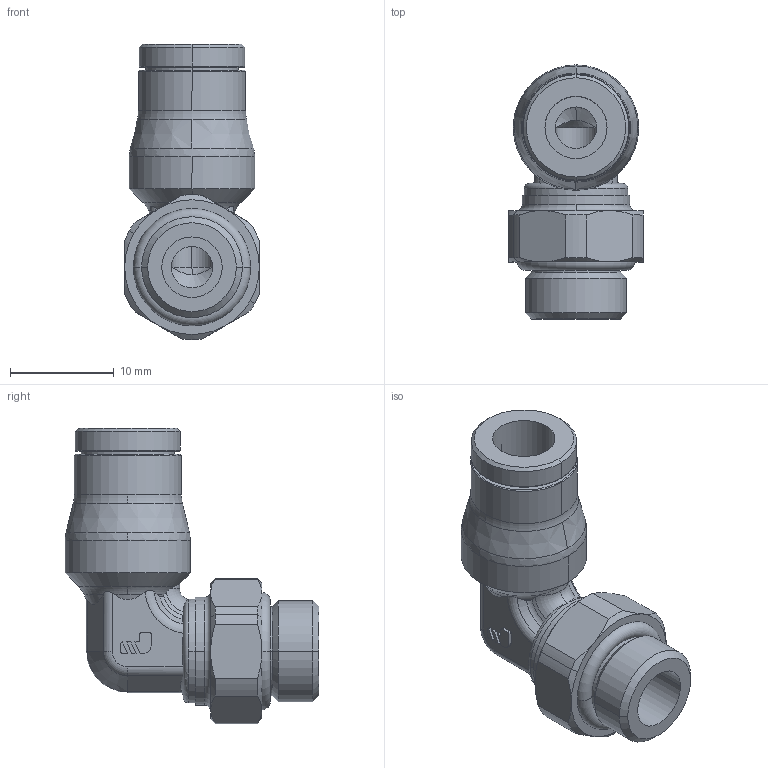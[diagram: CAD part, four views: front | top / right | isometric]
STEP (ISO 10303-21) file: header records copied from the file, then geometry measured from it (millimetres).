
FILE_DESCRIPTION(('STEP AP214'),'1');
FILE_NAME('3699_06_10.stp','2016-07-07T14:16:57',('TraceParts'),('TraceParts S.A.'),'Spatial InterOp 3D',' ',' ');
FILE_SCHEMA(('automotive_design'));
Length unit declared in the file: millimetre
Products named in the file (1): 1
Bounding box: 13 x 24.5 x 28.49 mm (x, y, z)
Volume: 2594.1 mm3; surface area: 2216.2 mm2
Topology: 1 solids, 1 shells, 151 faces, 378 edges, 238 vertices
Faces by surface type: cylinder 45, cone 43, plane 37, torus 25, sphere 1
Entity records: 4924 total; most frequent: CARTESIAN_POINT 1317, DIRECTION 789, ORIENTED_EDGE 754, EDGE_CURVE 377, AXIS2_PLACEMENT_3D 336, VERTEX_POINT 238, CIRCLE 182, EDGE_LOOP 163
